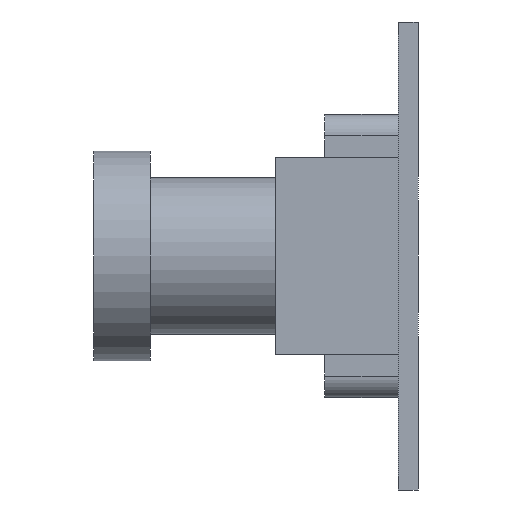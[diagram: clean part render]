
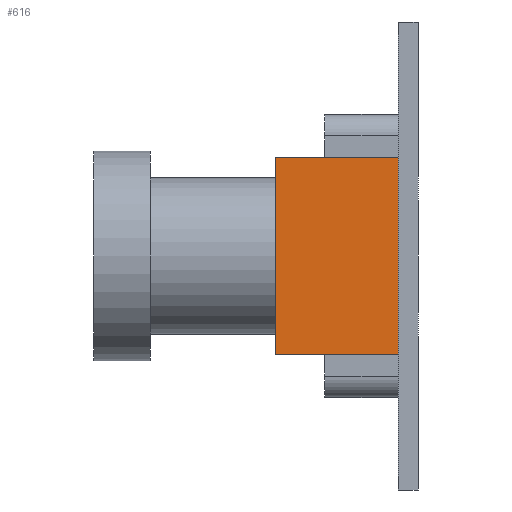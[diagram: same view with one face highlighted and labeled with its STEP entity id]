
A CAD part, left-side view. The second image highlights one B-rep face of the part: STEP entity #616.
In plain terms, the highlighted planar face has unit normal (-1, 0, 0).
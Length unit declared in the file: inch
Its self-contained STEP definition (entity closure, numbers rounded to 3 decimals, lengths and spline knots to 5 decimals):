
#79 = AXIS2_PLACEMENT_3D ( 'NONE', #1175, #2089, #2592 ) ;
#86 = CARTESIAN_POINT ( 'NONE',  ( -0.31496, 0.45669, 0.31496 ) ) ;
#93 = ORIENTED_EDGE ( 'NONE', *, *, #885, .F. ) ;
#120 = VECTOR ( 'NONE', #2617, 39.37008 ) ;
#233 = CARTESIAN_POINT ( 'NONE',  ( -0.31496, 0.06299, -0.31496 ) ) ;
#240 = ORIENTED_EDGE ( 'NONE', *, *, #874, .T. ) ;
#425 = CARTESIAN_POINT ( 'NONE',  ( -0.31496, 0.45669, -0.31496 ) ) ;
#513 = DIRECTION ( 'NONE',  ( 0., -1., 0. ) ) ;
#552 = VECTOR ( 'NONE', #1987, 39.37008 ) ;
#557 = FACE_OUTER_BOUND ( 'NONE', #2661, .T. ) ;
#616 = ADVANCED_FACE ( 'NONE', ( #557 ), #1640, .T. ) ;
#835 = ORIENTED_EDGE ( 'NONE', *, *, #1333, .T. ) ;
#837 = VERTEX_POINT ( 'NONE', #233 ) ;
#874 = EDGE_CURVE ( 'NONE', #2229, #1767, #2180, .T. ) ;
#885 = EDGE_CURVE ( 'NONE', #2992, #837, #2875, .T. ) ;
#934 = LINE ( 'NONE', #86, #2576 ) ;
#1009 = CARTESIAN_POINT ( 'NONE',  ( -0.31496, 0.45669, 0.31496 ) ) ;
#1104 = ORIENTED_EDGE ( 'NONE', *, *, #1435, .F. ) ;
#1175 = CARTESIAN_POINT ( 'NONE',  ( -0.31496, 0.45669, 0.31496 ) ) ;
#1333 = EDGE_CURVE ( 'NONE', #1767, #837, #1721, .T. ) ;
#1381 = VECTOR ( 'NONE', #2475, 39.37008 ) ;
#1435 = EDGE_CURVE ( 'NONE', #2229, #2992, #934, .T. ) ;
#1640 = PLANE ( 'NONE',  #79 ) ;
#1645 = CARTESIAN_POINT ( 'NONE',  ( -0.31496, 0.45669, -0.31496 ) ) ;
#1721 = LINE ( 'NONE', #1645, #120 ) ;
#1767 = VERTEX_POINT ( 'NONE', #425 ) ;
#1949 = CARTESIAN_POINT ( 'NONE',  ( -0.31496, 0.06299, 0.31496 ) ) ;
#1987 = DIRECTION ( 'NONE',  ( 0., 0., -1. ) ) ;
#2074 = CARTESIAN_POINT ( 'NONE',  ( -0.31496, 0.45669, 0.31496 ) ) ;
#2089 = DIRECTION ( 'NONE',  ( -1., 0., 0. ) ) ;
#2180 = LINE ( 'NONE', #1009, #1381 ) ;
#2229 = VERTEX_POINT ( 'NONE', #2074 ) ;
#2475 = DIRECTION ( 'NONE',  ( 0., 0., -1. ) ) ;
#2576 = VECTOR ( 'NONE', #513, 39.37008 ) ;
#2592 = DIRECTION ( 'NONE',  ( 0., 0., 1. ) ) ;
#2617 = DIRECTION ( 'NONE',  ( 0., -1., 0. ) ) ;
#2661 = EDGE_LOOP ( 'NONE', ( #93, #1104, #240, #835 ) ) ;
#2875 = LINE ( 'NONE', #1949, #552 ) ;
#2970 = CARTESIAN_POINT ( 'NONE',  ( -0.31496, 0.06299, 0.31496 ) ) ;
#2992 = VERTEX_POINT ( 'NONE', #2970 ) ;
